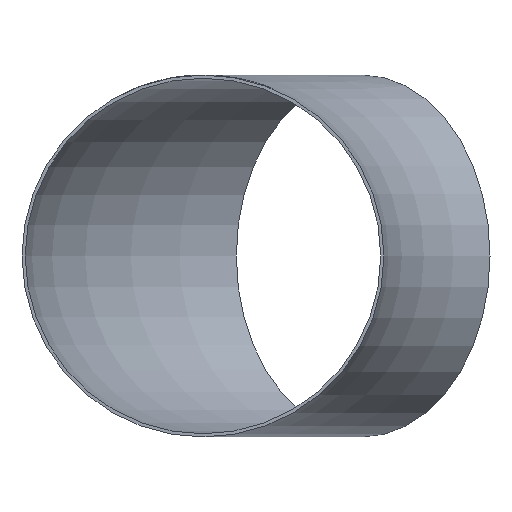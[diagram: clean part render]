
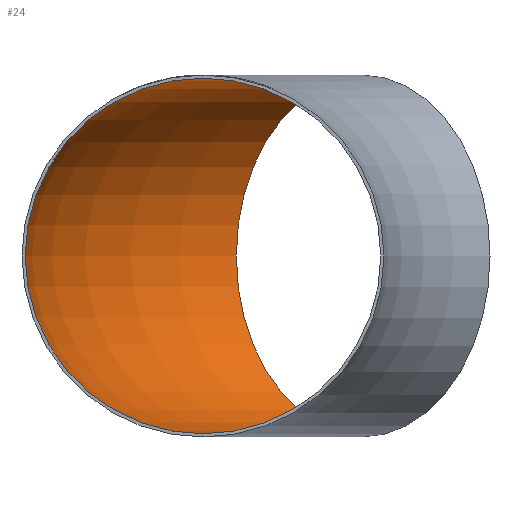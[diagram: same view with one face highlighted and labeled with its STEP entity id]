
A CAD part, front view. The second image highlights one B-rep face of the part: STEP entity #24.
In plain terms, the highlighted toroidal (fillet/blend) face has major radius 686 mm and minor radius 224.6 mm.
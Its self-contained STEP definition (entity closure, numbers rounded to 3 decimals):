
#24 = ADVANCED_FACE ( 'NONE', ( #22079, #10530 ), #5047, .F. ) ;
#962 = EDGE_CURVE ( 'NONE', #12014, #12014, #7453, .T. ) ;
#1078 = CARTESIAN_POINT ( 'NONE',  ( 0., 0., 0. ) ) ;
#2066 = AXIS2_PLACEMENT_3D ( 'NONE', #11251, #13365, #11114 ) ;
#4924 = DIRECTION ( 'NONE',  ( -1., 0., 0. ) ) ;
#5047 = TOROIDAL_SURFACE ( 'NONE', #21334, 686., 224.6 ) ;
#6264 = VERTEX_POINT ( 'NONE', #14115 ) ;
#7350 = DIRECTION ( 'NONE',  ( 0., 1., 0. ) ) ;
#7453 = CIRCLE ( 'NONE', #10633, 224.6 ) ;
#10530 = FACE_OUTER_BOUND ( 'NONE', #20460, .T. ) ;
#10633 = AXIS2_PLACEMENT_3D ( 'NONE', #22755, #7350, #13075 ) ;
#11114 = DIRECTION ( 'NONE',  ( -0.707, 0.707, 0. ) ) ;
#11251 = CARTESIAN_POINT ( 'NONE',  ( -485.075, 485.075, 0. ) ) ;
#12014 = VERTEX_POINT ( 'NONE', #15715 ) ;
#12405 = EDGE_CURVE ( 'NONE', #6264, #6264, #12801, .T. ) ;
#12801 = CIRCLE ( 'NONE', #2066, 224.6 ) ;
#13075 = DIRECTION ( 'NONE',  ( 0., 0., 1. ) ) ;
#13365 = DIRECTION ( 'NONE',  ( 0.707, 0.707, 0. ) ) ;
#13539 = ORIENTED_EDGE ( 'NONE', *, *, #962, .F. ) ;
#14115 = CARTESIAN_POINT ( 'NONE',  ( -643.891, 643.891, 0. ) ) ;
#15501 = ORIENTED_EDGE ( 'NONE', *, *, #12405, .T. ) ;
#15715 = CARTESIAN_POINT ( 'NONE',  ( -686., 0., 224.6 ) ) ;
#17835 = EDGE_LOOP ( 'NONE', ( #15501 ) ) ;
#20460 = EDGE_LOOP ( 'NONE', ( #13539 ) ) ;
#21334 = AXIS2_PLACEMENT_3D ( 'NONE', #1078, #21959, #4924 ) ;
#21959 = DIRECTION ( 'NONE',  ( 0., 0., -1. ) ) ;
#22079 = FACE_OUTER_BOUND ( 'NONE', #17835, .T. ) ;
#22755 = CARTESIAN_POINT ( 'NONE',  ( -686., 0., 0. ) ) ;
